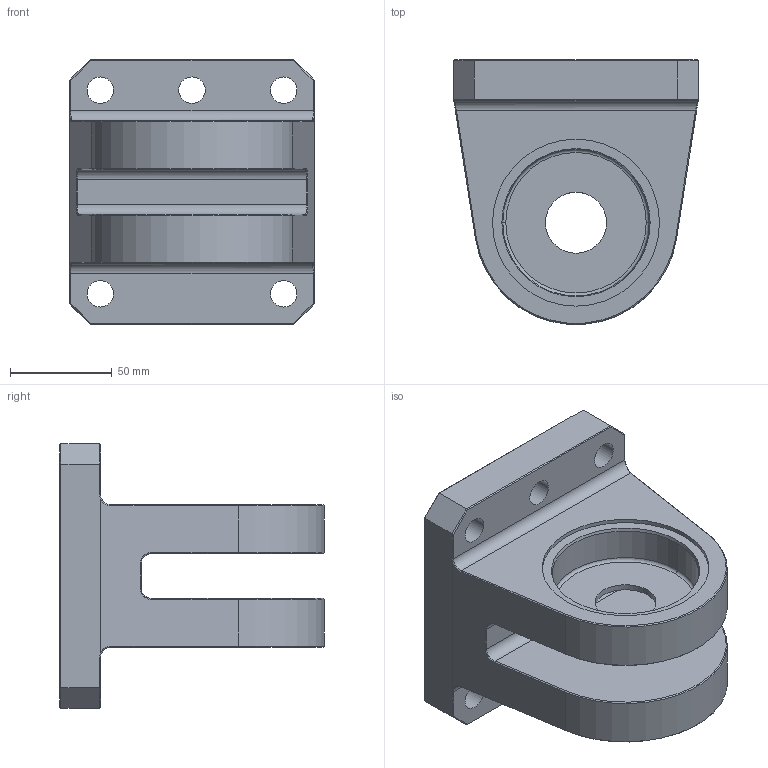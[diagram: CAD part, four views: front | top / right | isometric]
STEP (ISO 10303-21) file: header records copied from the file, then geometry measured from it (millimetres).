
FILE_DESCRIPTION(('Open CASCADE Model'),'2;1');
FILE_NAME('Open CASCADE Shape Model','2021-04-08T10:47:11',('Author'),( 'Open CASCADE'),'Open CASCADE STEP processor 7.4','Open CASCADE 7.4' ,'Unknown');
FILE_SCHEMA(('CONFIG_CONTROL_DESIGN'));
Length unit declared in the file: millimetre
Products named in the file (1): 0000025838 47
Bounding box: 120 x 129.83 x 130 mm (x, y, z)
Volume: 675675.2 mm3; surface area: 94456.7 mm2
Topology: 1 solids, 1 shells, 102 faces, 240 edges, 144 vertices
Faces by surface type: plane 50, cylinder 28, cone 12, bspline 8, torus 4
Entity records: 6952 total; most frequent: CARTESIAN_POINT 2153, DIRECTION 864, LINE 512, VECTOR 512, ORIENTED_EDGE 480, PCURVE 480, DEFINITIONAL_REPRESENTATION 480, EDGE_CURVE 240
